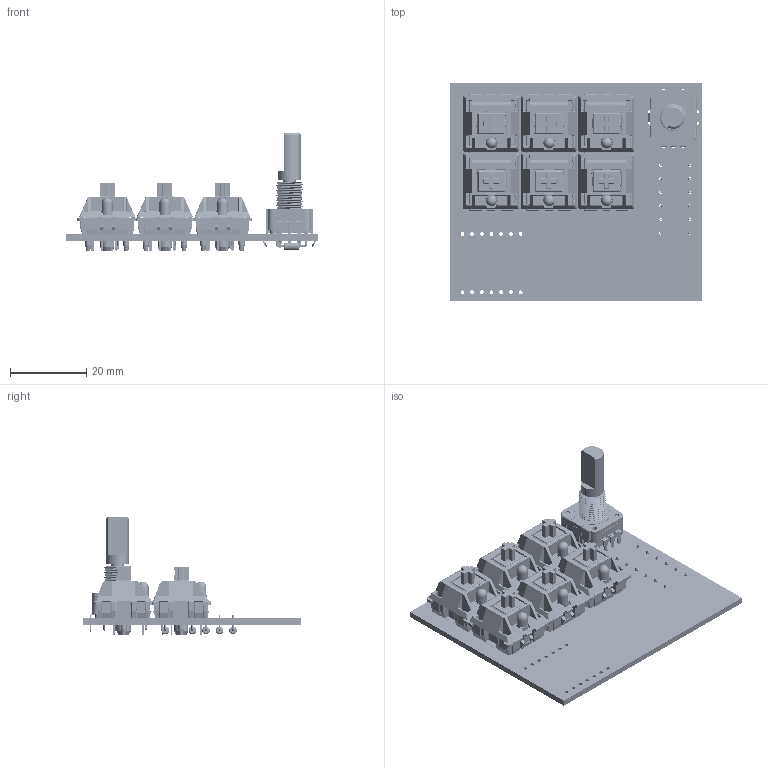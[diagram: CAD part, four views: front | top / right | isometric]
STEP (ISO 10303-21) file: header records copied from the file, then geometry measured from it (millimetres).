
FILE_DESCRIPTION(('KiCad electronic assembly'),'2;1');
FILE_NAME('HackPadCase.step','2024-10-03T14:01:09',('Pcbnew'),('Kicad'), 'Open CASCADE STEP processor 7.8','KiCad to STEP converter','Unknown' );
FILE_SCHEMA(('AUTOMOTIVE_DESIGN { 1 0 10303 214 1 1 1 1 }'));
Length unit declared in the file: millimetre
Products named in the file (11): HackPadCase 1; Cherry MX; Bourns_-_PEC11R-4220F-S0024; Open CASCADE STEP translator 6.8 1; D_DO-35_SOD27_P7.62mm_Horizontal; _autosave-HackPadCase_PCB
Assembly tree (20 placements, depth 3):
  HackPadCase 1
    Cherry MX  x6
      Cherry MX
    Bourns_-_PEC11R-4220F-S0024
      Open CASCADE STEP translator 6.8 1
      Open CASCADE STEP translator 6.8 1
      Open CASCADE STEP translator 6.8 1
      Open CASCADE STEP translator 6.8 1
    D_DO-35_SOD27_P7.62mm_Horizontal  x6
      D_DO-35_SOD27_P7.62mm_Horizontal
    _autosave-HackPadCase_PCB
Bounding box: 66 x 57 x 31.11 mm (x, y, z)
Volume: 14414.2 mm3; surface area: 27514.2 mm2
Topology: 65 solids, 65 shells, 9011 faces, 22021 edges, 12499 vertices
Faces by surface type: cylinder 3679, plane 3187, torus 939, sphere 834, bspline 307, cone 40, revolution 24, extrusion 1
Full cylindrical faces by diameter (mm): 0.5 x18, 0.8 x12, 1 x19, 1.2 x2, 1.3 x4, 1.5 x13, 1.7 x12, 2 x12, 2.02 x6, 3.251 x1, 3.5 x2, 3.6 x1, 4 x6, 4.5 x1, 6 x2
Entity records: 64788 total; most frequent: CARTESIAN_POINT 16210, DIRECTION 9634, ORIENTED_EDGE 9386, EDGE_CURVE 4693, AXIS2_PLACEMENT_3D 3415, VERTEX_POINT 2849, VECTOR 2800, LINE 2799
